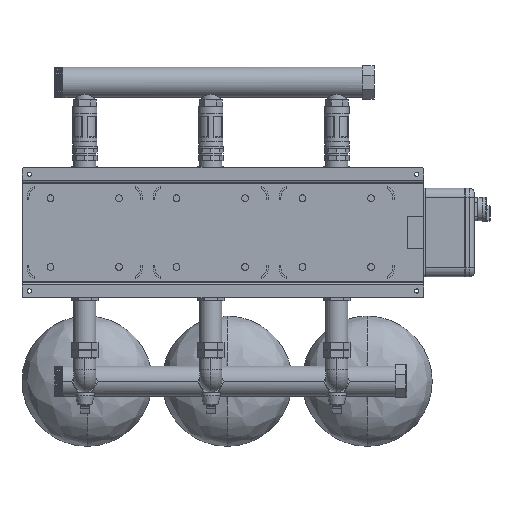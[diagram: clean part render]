
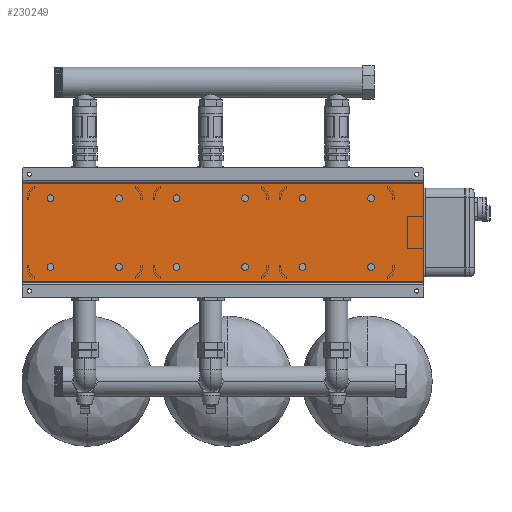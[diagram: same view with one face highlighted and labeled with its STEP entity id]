
A CAD part, front view. The second image highlights one B-rep face of the part: STEP entity #230249.
In plain terms, the highlighted planar face has unit normal (0, -1, 0).
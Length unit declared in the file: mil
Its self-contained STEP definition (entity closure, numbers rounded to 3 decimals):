
#5617 = EDGE_LOOP ( 'NONE', ( #75200, #119858, #82936, #38168 ) ) ;
#11235 = DIRECTION ( 'NONE',  ( -1., 0., 0. ) ) ;
#14680 = EDGE_CURVE ( 'NONE', #214830, #232287, #84824, .T. ) ;
#26005 = EDGE_CURVE ( 'NONE', #202585, #232287, #128959, .T. ) ;
#27249 = LINE ( 'NONE', #28394, #39017 ) ;
#28394 = CARTESIAN_POINT ( 'NONE',  ( 16929.134, 2007.874, 4133.858 ) ) ;
#37630 = VECTOR ( 'NONE', #11235, 39370.079 ) ;
#38168 = ORIENTED_EDGE ( 'NONE', *, *, #91339, .T. ) ;
#39017 = VECTOR ( 'NONE', #81326, 39370.079 ) ;
#57621 = DIRECTION ( 'NONE',  ( 0., 1., 0. ) ) ;
#65531 = CARTESIAN_POINT ( 'NONE',  ( -16929.134, 2007.874, -4133.858 ) ) ;
#69188 = CARTESIAN_POINT ( 'NONE',  ( 16929.134, 2007.874, 4133.858 ) ) ;
#75200 = ORIENTED_EDGE ( 'NONE', *, *, #26005, .T. ) ;
#77593 = DIRECTION ( 'NONE',  ( 1., 0., 0. ) ) ;
#78288 = VERTEX_POINT ( 'NONE', #69188 ) ;
#81326 = DIRECTION ( 'NONE',  ( 0., 0., -1. ) ) ;
#82936 = ORIENTED_EDGE ( 'NONE', *, *, #122483, .F. ) ;
#84824 = LINE ( 'NONE', #171921, #114963 ) ;
#91339 = EDGE_CURVE ( 'NONE', #78288, #202585, #172393, .T. ) ;
#112847 = FACE_OUTER_BOUND ( 'NONE', #5617, .T. ) ;
#114963 = VECTOR ( 'NONE', #140106, 39370.079 ) ;
#119858 = ORIENTED_EDGE ( 'NONE', *, *, #14680, .F. ) ;
#122483 = EDGE_CURVE ( 'NONE', #78288, #214830, #27249, .T. ) ;
#125074 = VECTOR ( 'NONE', #159605, 39370.079 ) ;
#128959 = LINE ( 'NONE', #177222, #125074 ) ;
#135927 = CARTESIAN_POINT ( 'NONE',  ( 16929.134, 2007.874, -4133.858 ) ) ;
#140106 = DIRECTION ( 'NONE',  ( -1., 0., 0. ) ) ;
#152465 = CARTESIAN_POINT ( 'NONE',  ( 16929.134, 2007.874, 4133.858 ) ) ;
#159068 = AXIS2_PLACEMENT_3D ( 'NONE', #218742, #57621, #77593 ) ;
#159605 = DIRECTION ( 'NONE',  ( 0., 0., -1. ) ) ;
#171921 = CARTESIAN_POINT ( 'NONE',  ( 16929.134, 2007.874, -4133.858 ) ) ;
#172393 = LINE ( 'NONE', #152465, #37630 ) ;
#177222 = CARTESIAN_POINT ( 'NONE',  ( -16929.134, 2007.874, -4133.858 ) ) ;
#202585 = VERTEX_POINT ( 'NONE', #221001 ) ;
#205723 = PLANE ( 'NONE',  #159068 ) ;
#214830 = VERTEX_POINT ( 'NONE', #135927 ) ;
#218742 = CARTESIAN_POINT ( 'NONE',  ( 16929.134, 2007.874, -4133.858 ) ) ;
#221001 = CARTESIAN_POINT ( 'NONE',  ( -16929.134, 2007.874, 4133.858 ) ) ;
#230249 = ADVANCED_FACE ( 'NONE', ( #112847 ), #205723, .F. ) ;
#232287 = VERTEX_POINT ( 'NONE', #65531 ) ;
